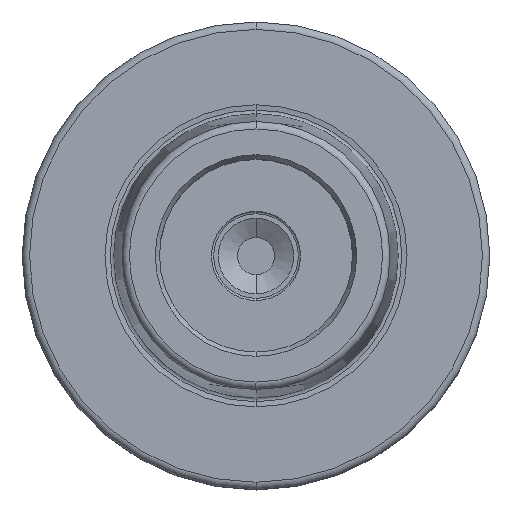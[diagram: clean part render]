
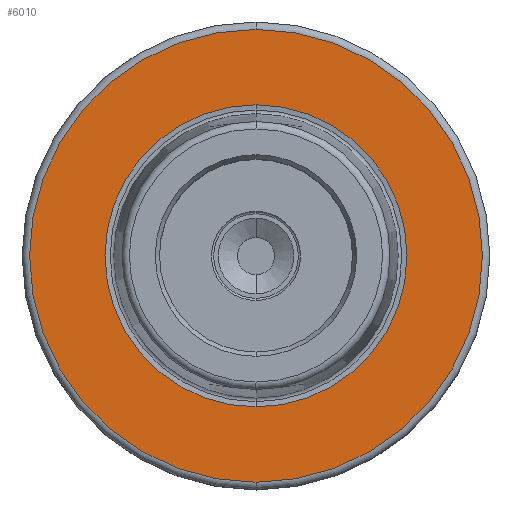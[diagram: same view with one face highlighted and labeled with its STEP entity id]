
A CAD part, top view. The second image highlights one B-rep face of the part: STEP entity #6010.
In plain terms, the highlighted planar face has unit normal (0, 0, 1).
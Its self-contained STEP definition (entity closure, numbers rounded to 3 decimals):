
#2020=CARTESIAN_POINT('',(0,0,26));
#2021=DIRECTION('',(0,0,1));
#2022=DIRECTION('',(0,1,0));
#2023=AXIS2_PLACEMENT_3D('',#2020,#2021,#2022);
#2025=CARTESIAN_POINT('',(0,0,26));
#2026=DIRECTION('',(0,0,1));
#2027=DIRECTION('',(0,-1,0));
#2028=AXIS2_PLACEMENT_3D('',#2025,#2026,#2027);
#2038=CARTESIAN_POINT('',(0,0,26));
#2039=DIRECTION('',(0,0,1));
#2040=DIRECTION('',(0,1,0));
#2041=AXIS2_PLACEMENT_3D('',#2038,#2039,#2040);
#2043=CARTESIAN_POINT('',(0,0,26));
#2044=DIRECTION('',(0,0,-1));
#2045=DIRECTION('',(0,1,0));
#2046=AXIS2_PLACEMENT_3D('',#2043,#2044,#2045);
#2795=CARTESIAN_POINT('',(0,20.344,26));
#2797=VERTEX_POINT('',#2795);
#2825=CARTESIAN_POINT('',(0,-20.344,26));
#2827=VERTEX_POINT('',#2825);
#2871=CARTESIAN_POINT('',(0,30.5,26));
#2872=CARTESIAN_POINT('',(0,-30.5,26));
#2873=VERTEX_POINT('',#2871);
#2874=VERTEX_POINT('',#2872);
#5994=CARTESIAN_POINT('',(0,0,26));
#5995=DIRECTION('',(0,0,-1));
#5996=DIRECTION('',(0,-1,0));
#5997=AXIS2_PLACEMENT_3D('',#5994,#5995,#5996);
#5998=PLANE('',#5997);
#6000=ORIENTED_EDGE('',*,*,#5999,.F.);
#6001=ORIENTED_EDGE('',*,*,#5984,.F.);
#6002=EDGE_LOOP('',(#6000,#6001));
#6003=FACE_OUTER_BOUND('',#6002,.F.);
#6005=ORIENTED_EDGE('',*,*,#6004,.T.);
#6007=ORIENTED_EDGE('',*,*,#6006,.F.);
#6008=EDGE_LOOP('',(#6005,#6007));
#6009=FACE_BOUND('',#6008,.F.);
#6010=ADVANCED_FACE('',(#6003,#6009),#5998,.F.);
#2024=CIRCLE('',#2023,30.5);
#2029=CIRCLE('',#2028,30.5);
#2042=CIRCLE('',#2041,20.344);
#2047=CIRCLE('',#2046,20.344);
#5984=EDGE_CURVE('',#2874,#2873,#2029,.T.);
#5999=EDGE_CURVE('',#2873,#2874,#2024,.T.);
#6004=EDGE_CURVE('',#2797,#2827,#2042,.T.);
#6006=EDGE_CURVE('',#2797,#2827,#2047,.T.);
